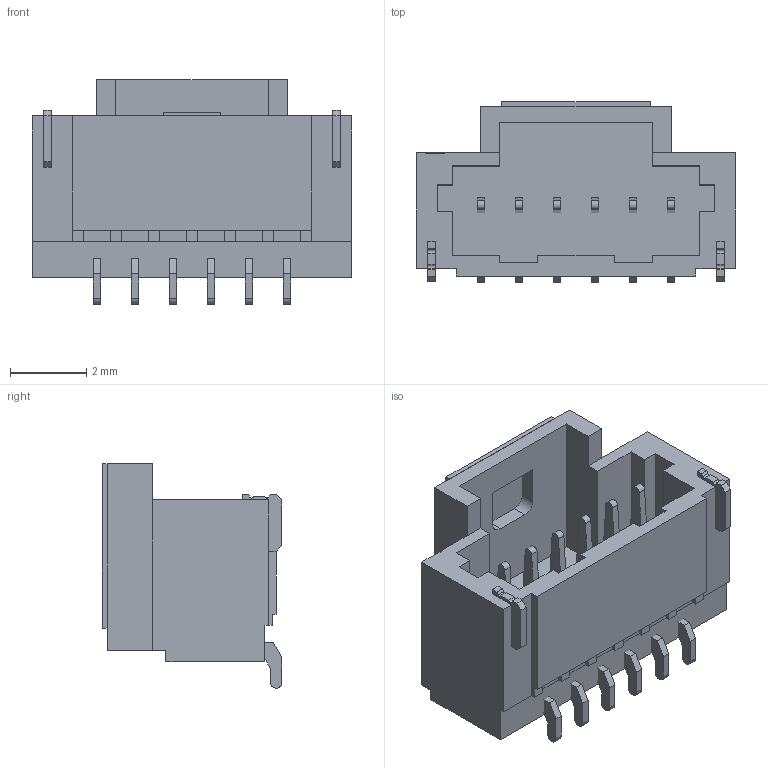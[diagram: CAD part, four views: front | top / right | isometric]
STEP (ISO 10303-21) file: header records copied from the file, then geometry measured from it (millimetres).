
FILE_DESCRIPTION(/* description */ ('STEP AP214'),/* implementation_level */ '2;1');
FILE_NAME(/* name */ 'T1M-06-F-SH-L-K',/* time_stamp */ '2024-07-08T15:50:52+02:00',/* author */ ('License CC BY-ND 4.0'),/* organization */ ('CADENAS'),/* preprocessor_version */ 'ST-DEVELOPER v19.3',/* originating_system */ 'PARTsolutions',/* authorisation */ ' ');
FILE_SCHEMA (('AUTOMOTIVE_DESIGN {1 0 10303 214 3 1 1}'));
Length unit declared in the file: millimetre
Products named in the file (4): T1M-06-F-SH-L-K; T1T1M-06-T-SH-L; P2T1M-06-T-SH-L; K-DOT-154x170-297-005
Assembly tree (3 placements, depth 2):
  T1M-06-F-SH-L-K
    T1T1M-06-T-SH-L
    P2T1M-06-T-SH-L
    K-DOT-154x170-297-005
Bounding box: 8.4 x 4.73 x 5.9 mm (x, y, z)
Volume: 80.1 mm3; surface area: 341.2 mm2
Topology: 3 solids, 3 shells, 211 faces, 583 edges, 378 vertices
Faces by surface type: plane 191, cylinder 20
Entity records: 6688 total; most frequent: CARTESIAN_POINT 1176, ORIENTED_EDGE 1166, DIRECTION 1053, EDGE_CURVE 583, LINE 543, VECTOR 543, VERTEX_POINT 378, AXIS2_PLACEMENT_3D 255
